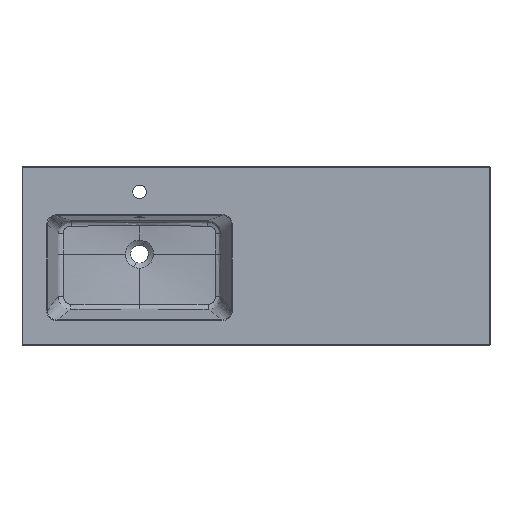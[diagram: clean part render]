
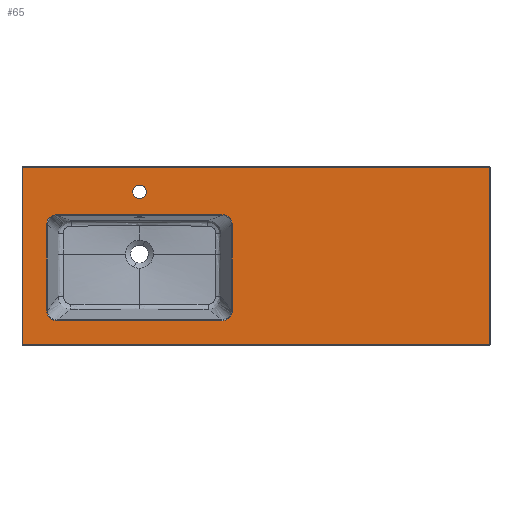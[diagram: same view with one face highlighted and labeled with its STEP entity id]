
A CAD part, top view. The second image highlights one B-rep face of the part: STEP entity #65.
In plain terms, the highlighted planar face has unit normal (0, 0, 1).
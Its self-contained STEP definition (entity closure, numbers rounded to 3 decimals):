
#20=FACE_BOUND('',#544,.T.);
#21=FACE_BOUND('',#545,.T.);
#65=ADVANCED_FACE('',(#301,#20,#21),#3497,.T.);
#301=FACE_OUTER_BOUND('',#543,.T.);
#543=EDGE_LOOP('',(#991,#992,#993,#994));
#544=EDGE_LOOP('',(#995,#996,#997,#998,#999,#1000,#1001,#1002));
#545=EDGE_LOOP('',(#1003,#1004));
#991=ORIENTED_EDGE('',*,*,#1962,.F.);
#992=ORIENTED_EDGE('',*,*,#1961,.F.);
#993=ORIENTED_EDGE('',*,*,#1960,.F.);
#994=ORIENTED_EDGE('',*,*,#1963,.F.);
#995=ORIENTED_EDGE('',*,*,#1959,.F.);
#996=ORIENTED_EDGE('',*,*,#1958,.F.);
#997=ORIENTED_EDGE('',*,*,#1957,.F.);
#998=ORIENTED_EDGE('',*,*,#1956,.F.);
#999=ORIENTED_EDGE('',*,*,#1955,.F.);
#1000=ORIENTED_EDGE('',*,*,#1954,.F.);
#1001=ORIENTED_EDGE('',*,*,#1953,.F.);
#1002=ORIENTED_EDGE('',*,*,#1952,.F.);
#1003=ORIENTED_EDGE('',*,*,#2396,.F.);
#1004=ORIENTED_EDGE('',*,*,#2375,.F.);
#1952=EDGE_CURVE('',#3090,#3091,#2709,.T.);
#1953=EDGE_CURVE('',#3091,#3092,#2710,.T.);
#1954=EDGE_CURVE('',#3092,#3093,#2711,.T.);
#1955=EDGE_CURVE('',#3093,#3094,#2712,.T.);
#1956=EDGE_CURVE('',#3094,#3095,#2713,.T.);
#1957=EDGE_CURVE('',#3095,#3096,#2714,.T.);
#1958=EDGE_CURVE('',#3096,#3097,#2715,.T.);
#1959=EDGE_CURVE('',#3097,#3090,#2716,.T.);
#1960=EDGE_CURVE('',#3098,#3099,#2717,.T.);
#1961=EDGE_CURVE('',#3099,#3100,#2718,.T.);
#1962=EDGE_CURVE('',#3100,#3101,#2719,.T.);
#1963=EDGE_CURVE('',#3101,#3098,#2720,.T.);
#2375=EDGE_CURVE('',#3260,#3271,#2607,.T.);
#2396=EDGE_CURVE('',#3271,#3260,#2621,.T.);
#2607=(
BOUNDED_CURVE()
B_SPLINE_CURVE(2,(#52772,#52773,#52774,#52775,#52776),.UNSPECIFIED.,.F.,
 .F.)
B_SPLINE_CURVE_WITH_KNOTS((3,2,3),(-109.956,-82.467,
-54.978),.UNSPECIFIED.)
CURVE()
GEOMETRIC_REPRESENTATION_ITEM()
RATIONAL_B_SPLINE_CURVE((1.,0.707,1.,0.707,1.))
REPRESENTATION_ITEM('')
);
#2621=(
BOUNDED_CURVE()
B_SPLINE_CURVE(2,(#52860,#52861,#52862,#52863,#52864),.UNSPECIFIED.,.F.,
 .F.)
B_SPLINE_CURVE_WITH_KNOTS((3,2,3),(-54.978,-27.489,
0.),.UNSPECIFIED.)
CURVE()
GEOMETRIC_REPRESENTATION_ITEM()
RATIONAL_B_SPLINE_CURVE((1.,0.707,1.,0.707,1.))
REPRESENTATION_ITEM('')
);
#2709=B_SPLINE_CURVE_WITH_KNOTS('',3,(#50770,#50771,#50772,#50773,#50774,
#50775,#50776,#50777,#50778,#50779),.UNSPECIFIED.,.F.,.F.,(4,2,2,2,4),(0.,
10.688,21.376,32.064,42.751),
 .UNSPECIFIED.);
#2710=B_SPLINE_CURVE_WITH_KNOTS('',1,(#50780,#50781),.UNSPECIFIED.,.F.,
 .F.,(2,2),(0.,220.139),.UNSPECIFIED.);
#2711=B_SPLINE_CURVE_WITH_KNOTS('',3,(#50782,#50783,#50784,#50785,#50786,
#50787,#50788,#50789,#50790,#50791),.UNSPECIFIED.,.F.,.F.,(4,2,2,2,4),(0.,
10.605,21.21,31.815,42.421),
 .UNSPECIFIED.);
#2712=B_SPLINE_CURVE_WITH_KNOTS('',1,(#50792,#50793),.UNSPECIFIED.,.F.,
 .F.,(2,2),(0.,424.662),.UNSPECIFIED.);
#2713=B_SPLINE_CURVE_WITH_KNOTS('',3,(#50794,#50795,#50796,#50797,#50798,
#50799,#50800,#50801,#50802,#50803),.UNSPECIFIED.,.F.,.F.,(4,2,2,2,4),(0.,
10.605,21.21,31.815,42.421),
 .UNSPECIFIED.);
#2714=B_SPLINE_CURVE_WITH_KNOTS('',1,(#50804,#50805),.UNSPECIFIED.,.F.,
 .F.,(2,2),(0.,220.139),.UNSPECIFIED.);
#2715=B_SPLINE_CURVE_WITH_KNOTS('',3,(#50806,#50807,#50808,#50809,#50810,
#50811,#50812,#50813,#50814,#50815),.UNSPECIFIED.,.F.,.F.,(4,2,2,2,4),(0.,
10.688,21.376,32.064,42.752),
 .UNSPECIFIED.);
#2716=B_SPLINE_CURVE_WITH_KNOTS('',1,(#50816,#50817),.UNSPECIFIED.,.F.,
 .F.,(2,2),(0.,423.132),.UNSPECIFIED.);
#2717=B_SPLINE_CURVE_WITH_KNOTS('',1,(#50818,#50819),.UNSPECIFIED.,.F.,
 .F.,(2,2),(0.,456.),.UNSPECIFIED.);
#2718=B_SPLINE_CURVE_WITH_KNOTS('',1,(#50820,#50821),.UNSPECIFIED.,.F.,
 .F.,(2,2),(0.,1201.),.UNSPECIFIED.);
#2719=B_SPLINE_CURVE_WITH_KNOTS('',1,(#50822,#50823),.UNSPECIFIED.,.F.,
 .F.,(2,2),(0.,456.),.UNSPECIFIED.);
#2720=B_SPLINE_CURVE_WITH_KNOTS('',1,(#50824,#50825),.UNSPECIFIED.,.F.,
 .F.,(2,2),(0.,1201.),.UNSPECIFIED.);
#3090=VERTEX_POINT('',#49919);
#3091=VERTEX_POINT('',#49920);
#3092=VERTEX_POINT('',#49921);
#3093=VERTEX_POINT('',#49922);
#3094=VERTEX_POINT('',#49923);
#3095=VERTEX_POINT('',#49924);
#3096=VERTEX_POINT('',#49925);
#3097=VERTEX_POINT('',#49926);
#3098=VERTEX_POINT('',#49927);
#3099=VERTEX_POINT('',#49928);
#3100=VERTEX_POINT('',#49929);
#3101=VERTEX_POINT('',#49930);
#3260=VERTEX_POINT('',#50089);
#3271=VERTEX_POINT('',#50100);
#3497=PLANE('',#3609);
#3609=AXIS2_PLACEMENT_3D('',#25451,#3666,$);
#3666=DIRECTION('',(0.,0.,1.));
#25451=CARTESIAN_POINT('',(3879.575,-279.21,125.));
#49919=CARTESIAN_POINT('',(2646.8,101.754,125.));
#49920=CARTESIAN_POINT('',(2619.331,75.308,125.));
#49921=CARTESIAN_POINT('',(2619.331,-144.831,125.));
#49922=CARTESIAN_POINT('',(2646.035,-171.535,125.));
#49923=CARTESIAN_POINT('',(3070.697,-171.535,125.));
#49924=CARTESIAN_POINT('',(3097.4,-144.831,125.));
#49925=CARTESIAN_POINT('',(3097.4,75.308,125.));
#49926=CARTESIAN_POINT('',(3069.932,101.754,125.));
#49927=CARTESIAN_POINT('',(3758.866,223.,125.));
#49928=CARTESIAN_POINT('',(3758.866,-233.,125.));
#49929=CARTESIAN_POINT('',(2557.866,-233.,125.));
#49930=CARTESIAN_POINT('',(2557.866,223.,125.));
#50089=CARTESIAN_POINT('',(2840.866,160.,125.));
#50100=CARTESIAN_POINT('',(2875.866,160.,125.));
#50770=CARTESIAN_POINT('',(2646.8,101.754,125.));
#50771=CARTESIAN_POINT('',(2643.229,101.754,125.));
#50772=CARTESIAN_POINT('',(2639.674,101.12,125.));
#50773=CARTESIAN_POINT('',(2633.079,98.608,125.));
#50774=CARTESIAN_POINT('',(2630.001,96.707,125.));
#50775=CARTESIAN_POINT('',(2624.854,91.837,125.));
#50776=CARTESIAN_POINT('',(2622.8,88.899,125.));
#50777=CARTESIAN_POINT('',(2620.01,82.32,125.));
#50778=CARTESIAN_POINT('',(2619.331,78.88,125.));
#50779=CARTESIAN_POINT('',(2619.331,75.308,125.));
#50780=CARTESIAN_POINT('',(2619.331,75.308,125.));
#50781=CARTESIAN_POINT('',(2619.331,-144.831,125.));
#50782=CARTESIAN_POINT('',(2619.331,-144.831,125.));
#50783=CARTESIAN_POINT('',(2619.331,-148.376,125.));
#50784=CARTESIAN_POINT('',(2619.973,-151.899,125.));
#50785=CARTESIAN_POINT('',(2622.559,-158.421,125.));
#50786=CARTESIAN_POINT('',(2624.509,-161.422,125.));
#50787=CARTESIAN_POINT('',(2629.511,-166.408,125.));
#50788=CARTESIAN_POINT('',(2632.478,-168.33,125.));
#50789=CARTESIAN_POINT('',(2639.067,-170.922,125.));
#50790=CARTESIAN_POINT('',(2642.493,-171.535,125.));
#50791=CARTESIAN_POINT('',(2646.035,-171.535,125.));
#50792=CARTESIAN_POINT('',(2646.035,-171.535,125.));
#50793=CARTESIAN_POINT('',(3070.697,-171.535,125.));
#50794=CARTESIAN_POINT('',(3070.697,-171.535,125.));
#50795=CARTESIAN_POINT('',(3074.242,-171.535,125.));
#50796=CARTESIAN_POINT('',(3077.765,-170.892,125.));
#50797=CARTESIAN_POINT('',(3084.287,-168.306,125.));
#50798=CARTESIAN_POINT('',(3087.288,-166.357,125.));
#50799=CARTESIAN_POINT('',(3092.273,-161.355,125.));
#50800=CARTESIAN_POINT('',(3094.195,-158.388,125.));
#50801=CARTESIAN_POINT('',(3096.788,-151.798,125.));
#50802=CARTESIAN_POINT('',(3097.4,-148.373,125.));
#50803=CARTESIAN_POINT('',(3097.4,-144.831,125.));
#50804=CARTESIAN_POINT('',(3097.4,-144.831,125.));
#50805=CARTESIAN_POINT('',(3097.4,75.308,125.));
#50806=CARTESIAN_POINT('',(3097.4,75.308,125.));
#50807=CARTESIAN_POINT('',(3097.4,78.883,125.));
#50808=CARTESIAN_POINT('',(3096.688,82.422,125.));
#50809=CARTESIAN_POINT('',(3093.909,88.926,125.));
#50810=CARTESIAN_POINT('',(3091.847,91.877,125.));
#50811=CARTESIAN_POINT('',(3086.668,96.755,125.));
#50812=CARTESIAN_POINT('',(3083.645,98.618,125.));
#50813=CARTESIAN_POINT('',(3076.969,101.147,125.));
#50814=CARTESIAN_POINT('',(3073.501,101.754,125.));
#50815=CARTESIAN_POINT('',(3069.932,101.754,125.));
#50816=CARTESIAN_POINT('',(3069.932,101.754,125.));
#50817=CARTESIAN_POINT('',(2646.8,101.754,125.));
#50818=CARTESIAN_POINT('',(3758.866,223.,125.));
#50819=CARTESIAN_POINT('',(3758.866,-233.,125.));
#50820=CARTESIAN_POINT('',(3758.866,-233.,125.));
#50821=CARTESIAN_POINT('',(2557.866,-233.,125.));
#50822=CARTESIAN_POINT('',(2557.866,-233.,125.));
#50823=CARTESIAN_POINT('',(2557.866,223.,125.));
#50824=CARTESIAN_POINT('',(2557.866,223.,125.));
#50825=CARTESIAN_POINT('',(3758.866,223.,125.));
#52772=CARTESIAN_POINT('',(2840.866,160.,125.));
#52773=CARTESIAN_POINT('',(2840.866,142.5,125.));
#52774=CARTESIAN_POINT('',(2858.366,142.5,125.));
#52775=CARTESIAN_POINT('',(2875.866,142.5,125.));
#52776=CARTESIAN_POINT('',(2875.866,160.,125.));
#52860=CARTESIAN_POINT('',(2875.866,160.,125.));
#52861=CARTESIAN_POINT('',(2875.866,177.5,125.));
#52862=CARTESIAN_POINT('',(2858.366,177.5,125.));
#52863=CARTESIAN_POINT('',(2840.866,177.5,125.));
#52864=CARTESIAN_POINT('',(2840.866,160.,125.));
